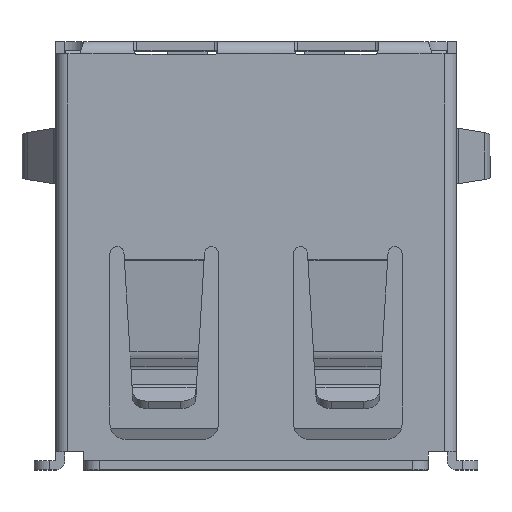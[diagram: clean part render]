
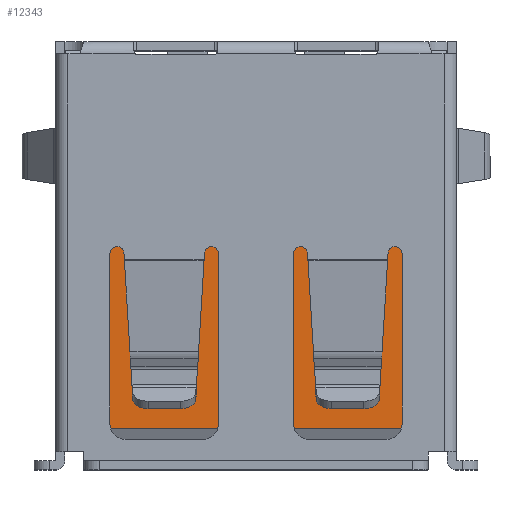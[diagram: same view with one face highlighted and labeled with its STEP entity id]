
A CAD part, top view. The second image highlights one B-rep face of the part: STEP entity #12343.
In plain terms, the highlighted face is planar.
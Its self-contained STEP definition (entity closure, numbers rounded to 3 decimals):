
#1029=ORIENTED_EDGE('',*,*,#4753,.T.);
#1030=ORIENTED_EDGE('',*,*,#4751,.T.);
#1031=ORIENTED_EDGE('',*,*,#4567,.T.);
#1032=ORIENTED_EDGE('',*,*,#4758,.F.);
#4567=EDGE_CURVE('',#6451,#6450,#7624,.T.);
#4751=EDGE_CURVE('',#6606,#6451,#7806,.T.);
#4753=EDGE_CURVE('',#6607,#6606,#7808,.T.);
#4758=EDGE_CURVE('',#6607,#6450,#7813,.T.);
#6450=VERTEX_POINT('',#17799);
#6451=VERTEX_POINT('',#17801);
#6606=VERTEX_POINT('',#18162);
#6607=VERTEX_POINT('',#18167);
#7624=LINE('',#17800,#9035);
#7806=LINE('',#18163,#9217);
#7808=LINE('',#18166,#9219);
#7813=LINE('',#18174,#9224);
#9035=VECTOR('',#14382,1000.);
#9217=VECTOR('',#14614,1000.);
#9219=VECTOR('',#14618,1000.);
#9224=VECTOR('',#14627,1000.);
#10458=EDGE_LOOP('',(#1029,#1030,#1031,#1032));
#11183=FACE_BOUND('',#10458,.T.);
#11905=PLANE('',#13395);
#12343=ADVANCED_FACE('',(#11183),#11905,.F.);
#13395=AXIS2_PLACEMENT_3D('',#18175,#14628,#14629);
#14382=DIRECTION('',(1.,0.,0.));
#14614=DIRECTION('',(0.,1.,0.));
#14618=DIRECTION('',(-1.,0.,0.));
#14627=DIRECTION('',(0.,1.,0.));
#14628=DIRECTION('',(0.,0.,1.));
#14629=DIRECTION('',(1.,0.,0.));
#17799=CARTESIAN_POINT('',(5.55,-2.375,-2.34));
#17800=CARTESIAN_POINT('',(-6.225,-2.375,-2.34));
#17801=CARTESIAN_POINT('',(-5.55,-2.375,-2.34));
#18162=CARTESIAN_POINT('',(-5.55,-9.975,-2.34));
#18163=CARTESIAN_POINT('',(-5.55,-11.175,-2.34));
#18166=CARTESIAN_POINT('',(19.38,-9.975,-2.34));
#18167=CARTESIAN_POINT('',(5.55,-9.975,-2.34));
#18174=CARTESIAN_POINT('',(5.55,-11.175,-2.34));
#18175=CARTESIAN_POINT('',(-5.55,-11.175,-2.34));
